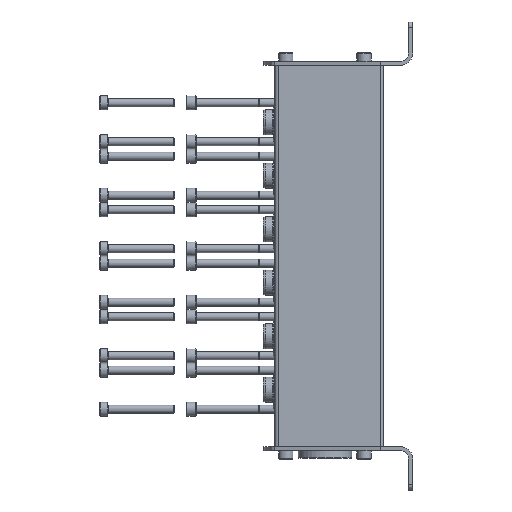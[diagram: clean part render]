
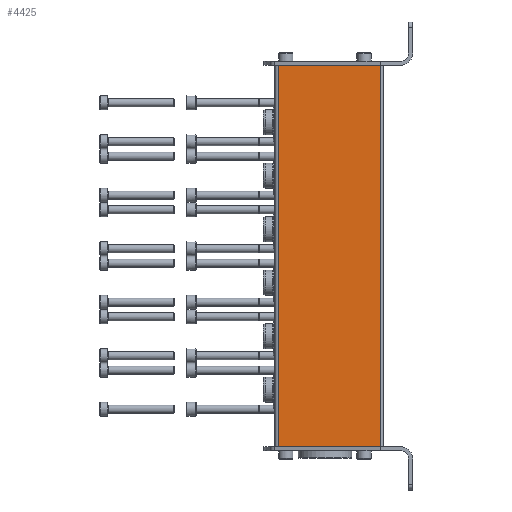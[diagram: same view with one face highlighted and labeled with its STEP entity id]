
A CAD part, left-side view. The second image highlights one B-rep face of the part: STEP entity #4425.
In plain terms, the highlighted planar face has unit normal (-1, 0, 0).
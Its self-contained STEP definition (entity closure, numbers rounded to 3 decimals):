
#308=LINE('',#7087,#546);
#309=LINE('',#7090,#547);
#310=LINE('',#7092,#548);
#311=LINE('',#7094,#549);
#546=VECTOR('',#5458,1000.);
#547=VECTOR('',#5459,1000.);
#548=VECTOR('',#5460,1000.);
#549=VECTOR('',#5461,1000.);
#784=PLANE('',#4815);
#1199=ORIENTED_EDGE('',*,*,#2313,.F.);
#1200=ORIENTED_EDGE('',*,*,#2314,.F.);
#1201=ORIENTED_EDGE('',*,*,#2315,.T.);
#1202=ORIENTED_EDGE('',*,*,#2316,.T.);
#2313=EDGE_CURVE('',#2870,#2871,#308,.T.);
#2314=EDGE_CURVE('',#2872,#2870,#309,.T.);
#2315=EDGE_CURVE('',#2872,#2873,#310,.T.);
#2316=EDGE_CURVE('',#2873,#2871,#311,.T.);
#2870=VERTEX_POINT('',#7088);
#2871=VERTEX_POINT('',#7089);
#2872=VERTEX_POINT('',#7091);
#2873=VERTEX_POINT('',#7093);
#3333=EDGE_LOOP('',(#1199,#1200,#1201,#1202));
#3819=FACE_BOUND('',#3333,.T.);
#4425=ADVANCED_FACE('',(#3819),#784,.T.);
#4815=AXIS2_PLACEMENT_3D('',#7086,#5456,#5457);
#5456=DIRECTION('',(-1.,0.,0.));
#5457=DIRECTION('',(0.,0.,1.));
#5458=DIRECTION('',(0.,-1.,0.));
#5459=DIRECTION('',(0.,0.,1.));
#5460=DIRECTION('',(0.,-1.,0.));
#5461=DIRECTION('',(0.,0.,1.));
#7086=CARTESIAN_POINT('',(-17.,28.,-228.));
#7087=CARTESIAN_POINT('',(-17.,28.,0.));
#7088=CARTESIAN_POINT('',(-17.,28.,0.));
#7089=CARTESIAN_POINT('',(-17.,-33.,0.));
#7090=CARTESIAN_POINT('',(-17.,28.,-228.));
#7091=CARTESIAN_POINT('',(-17.,28.,-228.));
#7092=CARTESIAN_POINT('',(-17.,28.,-228.));
#7093=CARTESIAN_POINT('',(-17.,-33.,-228.));
#7094=CARTESIAN_POINT('',(-17.,-33.,-228.));
